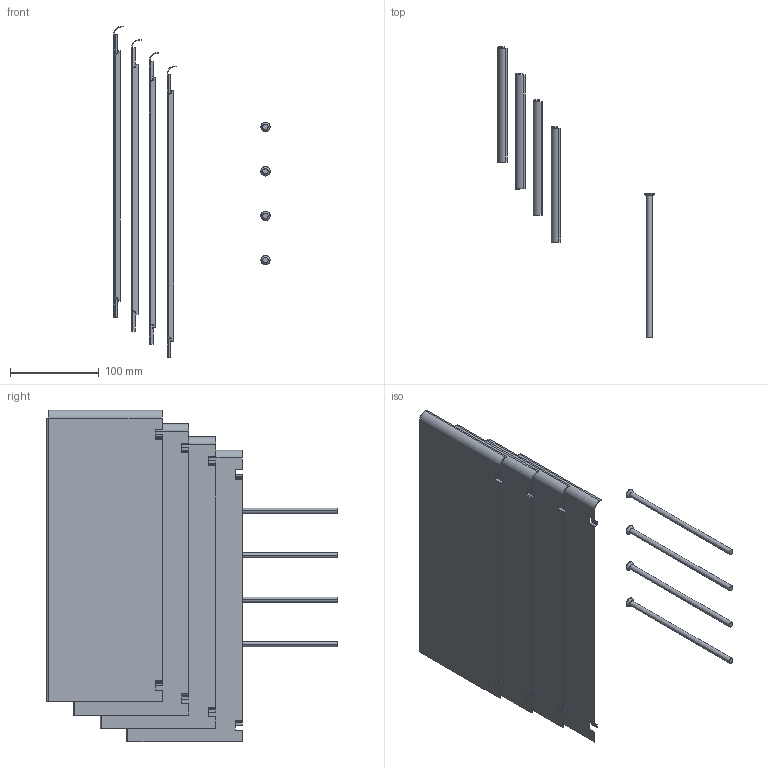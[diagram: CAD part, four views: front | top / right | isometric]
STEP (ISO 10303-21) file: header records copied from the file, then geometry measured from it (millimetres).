
FILE_DESCRIPTION (( 'STEP AP214' ), '1' );
FILE_NAME ('7410158_KSTP1.step', '2018-02-21T06:46:40', ( '' ), ( '' ), 'SwSTEP 2.0', 'SolidWorks 2016', '' );
FILE_SCHEMA (( 'AUTOMOTIVE_DESIGN' ));
Length unit declared in the file: millimetre
Products named in the file (3): 001071_35104103  L=162 mm; 001296_08100-001297 -Hohes Fallblech 165-220; 7410158_KSTP1
Assembly tree (8 placements, depth 2):
  7410158_KSTP1
    001296_08100-001297 -Hohes Fallblech 165-220  x4
    001071_35104103  L=162 mm  x4
Bounding box: 176.1 x 327 x 373.4 mm (x, y, z)
Volume: 163639.3 mm3; surface area: 378357.1 mm2
Topology: 8 solids, 8 shells, 304 faces, 656 edges, 368 vertices
Faces by surface type: plane 232, cylinder 64, cone 8
Entity records: 2142 total; most frequent: DIRECTION 370, CARTESIAN_POINT 343, ORIENTED_EDGE 328, EDGE_CURVE 164, VECTOR 132, LINE 132, AXIS2_PLACEMENT_3D 119, VERTEX_POINT 92
